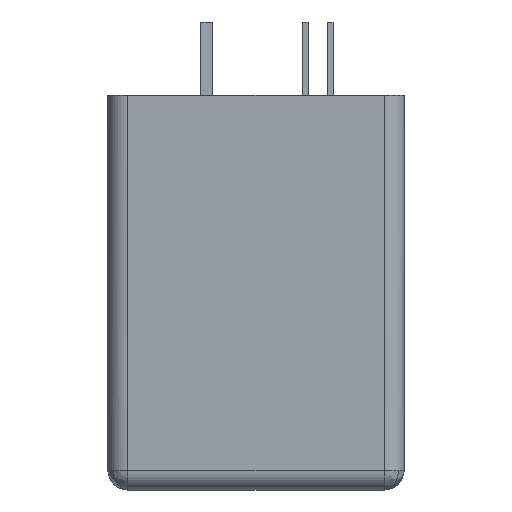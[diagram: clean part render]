
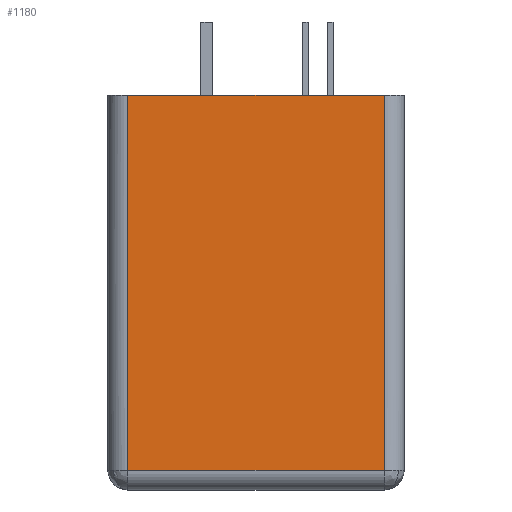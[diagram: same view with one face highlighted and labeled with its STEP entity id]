
A CAD part, front view. The second image highlights one B-rep face of the part: STEP entity #1180.
In plain terms, the highlighted planar face has unit normal (0, -1, 0).
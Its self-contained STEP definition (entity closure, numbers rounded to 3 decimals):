
#13 = CARTESIAN_POINT ( 'NONE',  ( -6.5, -7.5, -19. ) ) ;
#56 = DIRECTION ( 'NONE',  ( 0., -1., 0. ) ) ;
#82 = LINE ( 'NONE', #659, #922 ) ;
#86 = LINE ( 'NONE', #1368, #284 ) ;
#113 = EDGE_CURVE ( 'NONE', #1071, #745, #246, .T. ) ;
#201 = ORIENTED_EDGE ( 'NONE', *, *, #1037, .T. ) ;
#217 = EDGE_LOOP ( 'NONE', ( #201, #1238, #383, #680 ) ) ;
#246 = LINE ( 'NONE', #1239, #430 ) ;
#261 = DIRECTION ( 'NONE',  ( 0., 0., 1. ) ) ;
#269 = DIRECTION ( 'NONE',  ( 0., 0., -1. ) ) ;
#284 = VECTOR ( 'NONE', #1362, 1000. ) ;
#293 = AXIS2_PLACEMENT_3D ( 'NONE', #1041, #56, #269 ) ;
#383 = ORIENTED_EDGE ( 'NONE', *, *, #531, .T. ) ;
#399 = VERTEX_POINT ( 'NONE', #1314 ) ;
#430 = VECTOR ( 'NONE', #261, 1000. ) ;
#531 = EDGE_CURVE ( 'NONE', #1359, #1071, #86, .T. ) ;
#639 = DIRECTION ( 'NONE',  ( 0., 0., -1. ) ) ;
#650 = CARTESIAN_POINT ( 'NONE',  ( 6.5, -7.5, -19. ) ) ;
#659 = CARTESIAN_POINT ( 'NONE',  ( -7.5, -7.5, 0. ) ) ;
#680 = ORIENTED_EDGE ( 'NONE', *, *, #113, .T. ) ;
#688 = EDGE_CURVE ( 'NONE', #399, #1359, #1046, .T. ) ;
#745 = VERTEX_POINT ( 'NONE', #1386 ) ;
#759 = VECTOR ( 'NONE', #639, 1000. ) ;
#761 = DIRECTION ( 'NONE',  ( -1., 0., 0. ) ) ;
#922 = VECTOR ( 'NONE', #761, 1000. ) ;
#1028 = PLANE ( 'NONE',  #293 ) ;
#1037 = EDGE_CURVE ( 'NONE', #745, #399, #82, .T. ) ;
#1041 = CARTESIAN_POINT ( 'NONE',  ( -7.5, -7.5, 0. ) ) ;
#1046 = LINE ( 'NONE', #1072, #759 ) ;
#1071 = VERTEX_POINT ( 'NONE', #650 ) ;
#1072 = CARTESIAN_POINT ( 'NONE',  ( -6.5, -7.5, 0. ) ) ;
#1180 = ADVANCED_FACE ( 'NONE', ( #1329 ), #1028, .T. ) ;
#1238 = ORIENTED_EDGE ( 'NONE', *, *, #688, .T. ) ;
#1239 = CARTESIAN_POINT ( 'NONE',  ( 6.5, -7.5, 0. ) ) ;
#1314 = CARTESIAN_POINT ( 'NONE',  ( -6.5, -7.5, 0. ) ) ;
#1329 = FACE_OUTER_BOUND ( 'NONE', #217, .T. ) ;
#1359 = VERTEX_POINT ( 'NONE', #13 ) ;
#1362 = DIRECTION ( 'NONE',  ( 1., 0., 0. ) ) ;
#1368 = CARTESIAN_POINT ( 'NONE',  ( -7.5, -7.5, -19. ) ) ;
#1386 = CARTESIAN_POINT ( 'NONE',  ( 6.5, -7.5, 0. ) ) ;
